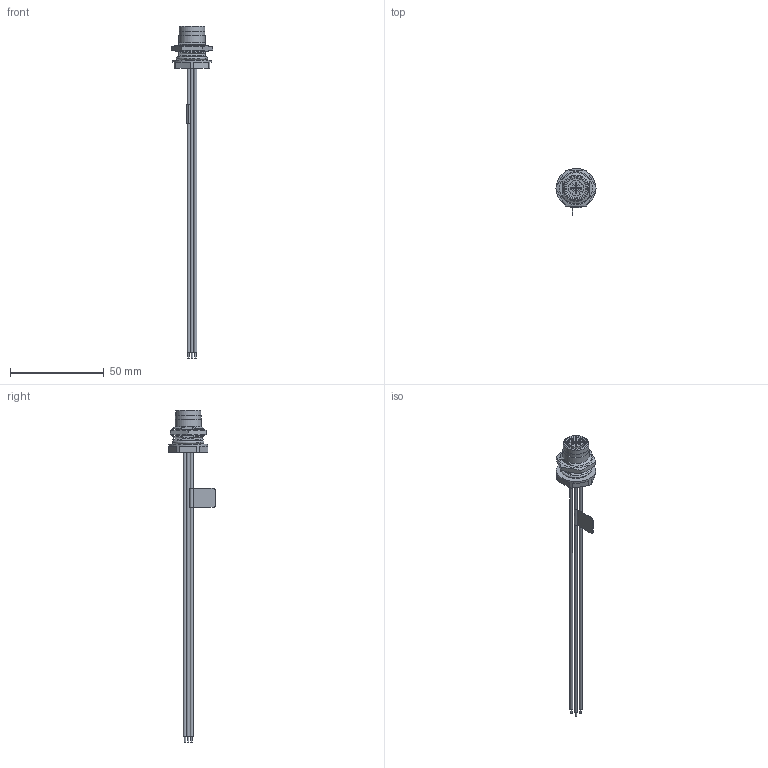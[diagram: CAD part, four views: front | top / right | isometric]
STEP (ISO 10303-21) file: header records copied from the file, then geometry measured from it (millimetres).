
FILE_DESCRIPTION (( 'STEP AP214' ), '1' );
FILE_NAME ('REC-M125FF-LEADS.STEP', '2018-04-03T14:58:17', ( '' ), ( '' ), 'SwSTEP 2.0', 'SolidWorks 2017', '' );
FILE_SCHEMA (( 'AUTOMOTIVE_DESIGN' ));
Length unit declared in the file: inch
Products named in the file (5): REC-M8-FLAGLABEL; REC-M124FF-LEADS-MA2; REC-M124FF-LEADS-MA1; REC-M125FF-LEADS
Assembly tree (4 placements, depth 2):
  REC-M125FF-LEADS
    REC-M125FF-LEADS
    REC-M124FF-LEADS-MA1
    REC-M124FF-LEADS-MA2
    REC-M8-FLAGLABEL
Bounding box: 21.94 x 24.94 x 176.74 mm (x, y, z)
Volume: 6097.8 mm3; surface area: 7976.8 mm2
Topology: 4 solids, 4 shells, 141 faces, 315 edges, 201 vertices
Faces by surface type: plane 73, cone 34, cylinder 31, torus 3
Full cylindrical faces by diameter (mm): 0.787 x5, 1.016 x5, 1.6 x5, 1.651 x1, 10.668 x1, 11.43 x1, 13.538 x1, 13.97 x3, 20.955 x1
Entity records: 4875 total; most frequent: CARTESIAN_POINT 940, DIRECTION 612, ORIENTED_EDGE 474, AXIS2_PLACEMENT_3D 263, EDGE_CURVE 237, EDGE_LOOP 224, VERTEX_POINT 183, FACE_OUTER_BOUND 165
